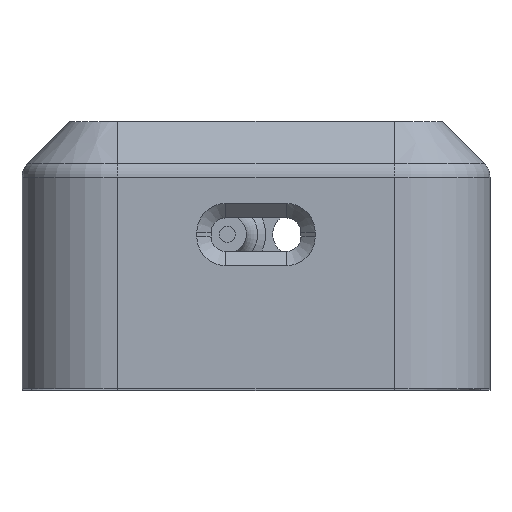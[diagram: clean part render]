
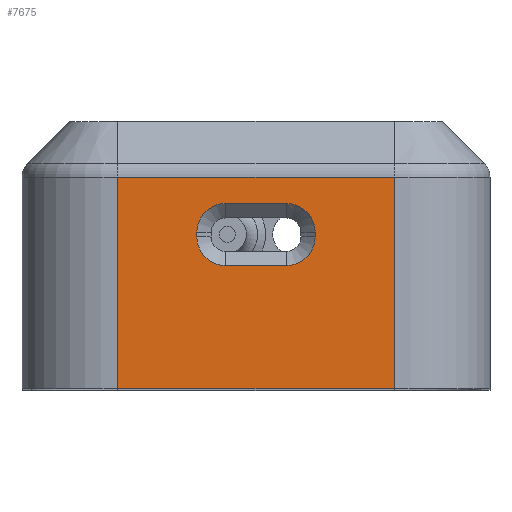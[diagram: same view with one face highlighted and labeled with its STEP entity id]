
A CAD part, top view. The second image highlights one B-rep face of the part: STEP entity #7675.
In plain terms, the highlighted planar face has unit normal (0, 0, 1).
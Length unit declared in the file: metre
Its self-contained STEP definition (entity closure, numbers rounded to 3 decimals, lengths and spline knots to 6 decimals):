
#480=PLANE('',#8351);
#929=LINE('',#14739,#1582);
#931=LINE('',#14744,#1584);
#937=LINE('',#14763,#1590);
#939=LINE('',#14768,#1592);
#945=LINE('',#14810,#1598);
#1021=LINE('',#15234,#1674);
#1091=LINE('',#15490,#1744);
#1092=LINE('',#15492,#1745);
#1582=VECTOR('',#9636,1.);
#1584=VECTOR('',#9640,1.);
#1590=VECTOR('',#9660,1.);
#1592=VECTOR('',#9664,1.);
#1598=VECTOR('',#9714,1.);
#1674=VECTOR('',#9924,1.);
#1744=VECTOR('',#10154,1.);
#1745=VECTOR('',#10157,1.);
#3494=ORIENTED_EDGE('',*,*,#5040,.F.);
#3495=ORIENTED_EDGE('',*,*,#4818,.T.);
#3496=ORIENTED_EDGE('',*,*,#5041,.T.);
#3497=ORIENTED_EDGE('',*,*,#4936,.F.);
#3498=ORIENTED_EDGE('',*,*,#4783,.T.);
#3499=ORIENTED_EDGE('',*,*,#4778,.T.);
#3500=ORIENTED_EDGE('',*,*,#4785,.T.);
#3501=ORIENTED_EDGE('',*,*,#4791,.T.);
#3502=ORIENTED_EDGE('',*,*,#4797,.T.);
#3503=ORIENTED_EDGE('',*,*,#4799,.T.);
#3504=ORIENTED_EDGE('',*,*,#4795,.T.);
#3505=ORIENTED_EDGE('',*,*,#4789,.T.);
#4778=EDGE_CURVE('',#5682,#5681,#6089,.T.);
#4783=EDGE_CURVE('',#5684,#5682,#929,.T.);
#4785=EDGE_CURVE('',#5681,#5687,#931,.T.);
#4789=EDGE_CURVE('',#5688,#5684,#6092,.T.);
#4791=EDGE_CURVE('',#5687,#5691,#6093,.T.);
#4795=EDGE_CURVE('',#5692,#5688,#937,.T.);
#4797=EDGE_CURVE('',#5691,#5695,#939,.T.);
#4799=EDGE_CURVE('',#5695,#5692,#6095,.T.);
#4818=EDGE_CURVE('',#5705,#5709,#945,.T.);
#4936=EDGE_CURVE('',#5796,#5797,#1021,.T.);
#5040=EDGE_CURVE('',#5705,#5796,#1091,.T.);
#5041=EDGE_CURVE('',#5709,#5797,#1092,.T.);
#5681=VERTEX_POINT('',#14728);
#5682=VERTEX_POINT('',#14730);
#5684=VERTEX_POINT('',#14736);
#5687=VERTEX_POINT('',#14743);
#5688=VERTEX_POINT('',#14748);
#5691=VERTEX_POINT('',#14755);
#5692=VERTEX_POINT('',#14760);
#5695=VERTEX_POINT('',#14767);
#5705=VERTEX_POINT('',#14797);
#5709=VERTEX_POINT('',#14809);
#5796=VERTEX_POINT('',#15233);
#5797=VERTEX_POINT('',#15235);
#6089=CIRCLE('',#8170,0.003);
#6092=CIRCLE('',#8176,0.003);
#6093=CIRCLE('',#8178,0.003);
#6095=CIRCLE('',#8183,0.003);
#6567=EDGE_LOOP('',(#3494,#3495,#3496,#3497));
#6568=EDGE_LOOP('',(#3498,#3499,#3500,#3501,#3502,#3503,#3504,#3505));
#7086=FACE_BOUND('',#6567,.T.);
#7087=FACE_BOUND('',#6568,.T.);
#7675=ADVANCED_FACE('',(#7086,#7087),#480,.F.);
#8170=AXIS2_PLACEMENT_3D('',#14729,#9627,#9628);
#8176=AXIS2_PLACEMENT_3D('',#14751,#9647,#9648);
#8178=AXIS2_PLACEMENT_3D('',#14756,#9652,#9653);
#8183=AXIS2_PLACEMENT_3D('',#14771,#9668,#9669);
#8351=AXIS2_PLACEMENT_3D('',#15491,#10155,#10156);
#9627=DIRECTION('',(0.,0.,-1.));
#9628=DIRECTION('',(-1.,0.,0.));
#9636=DIRECTION('',(-1.,0.,0.));
#9640=DIRECTION('',(0.,1.,0.));
#9647=DIRECTION('',(0.,0.,-1.));
#9648=DIRECTION('',(-1.,0.,0.));
#9652=DIRECTION('',(0.,0.,-1.));
#9653=DIRECTION('',(-1.,0.,0.));
#9660=DIRECTION('',(0.,-1.,0.));
#9664=DIRECTION('',(1.,0.,0.));
#9668=DIRECTION('',(0.,0.,-1.));
#9669=DIRECTION('',(-1.,0.,0.));
#9714=DIRECTION('',(-1.,0.,0.));
#9924=DIRECTION('',(-1.,0.,0.));
#10154=DIRECTION('',(0.,-1.,0.));
#10155=DIRECTION('',(0.,0.,-1.));
#10156=DIRECTION('',(-1.,0.,0.));
#10157=DIRECTION('',(0.,-1.,0.));
#14728=CARTESIAN_POINT('',(-0.0062,-0.0081,0.0565));
#14729=CARTESIAN_POINT('',(-0.0032,-0.0081,0.0565));
#14730=CARTESIAN_POINT('',(-0.0032,-0.0111,0.0565));
#14736=CARTESIAN_POINT('',(0.0032,-0.0111,0.0565));
#14739=CARTESIAN_POINT('',(-0.0145,-0.0111,0.0565));
#14743=CARTESIAN_POINT('',(-0.0062,-0.0076,0.0565));
#14744=CARTESIAN_POINT('',(-0.0062,0.004,0.0565));
#14748=CARTESIAN_POINT('',(0.0062,-0.0081,0.0565));
#14751=CARTESIAN_POINT('',(0.0032,-0.0081,0.0565));
#14755=CARTESIAN_POINT('',(-0.0032,-0.0046,0.0565));
#14756=CARTESIAN_POINT('',(-0.0032,-0.0076,0.0565));
#14760=CARTESIAN_POINT('',(0.0062,-0.0076,0.0565));
#14763=CARTESIAN_POINT('',(0.0062,0.004,0.0565));
#14767=CARTESIAN_POINT('',(0.0032,-0.0046,0.0565));
#14768=CARTESIAN_POINT('',(-0.0145,-0.0046,0.0565));
#14771=CARTESIAN_POINT('',(0.0032,-0.0076,0.0565));
#14797=CARTESIAN_POINT('',(0.0145,-0.001828,0.0565));
#14809=CARTESIAN_POINT('',(-0.0145,-0.001828,0.0565));
#14810=CARTESIAN_POINT('',(-0.0145,-0.001828,0.0565));
#15233=CARTESIAN_POINT('',(0.0145,-0.024,0.0565));
#15234=CARTESIAN_POINT('',(0.0145,-0.024,0.0565));
#15235=CARTESIAN_POINT('',(-0.0145,-0.024,0.0565));
#15490=CARTESIAN_POINT('',(0.0145,0.004,0.0565));
#15491=CARTESIAN_POINT('',(-0.0145,0.004,0.0565));
#15492=CARTESIAN_POINT('',(-0.0145,0.004,0.0565));
